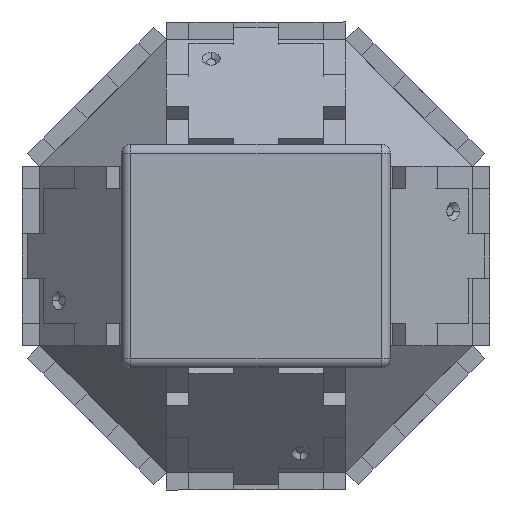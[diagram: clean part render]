
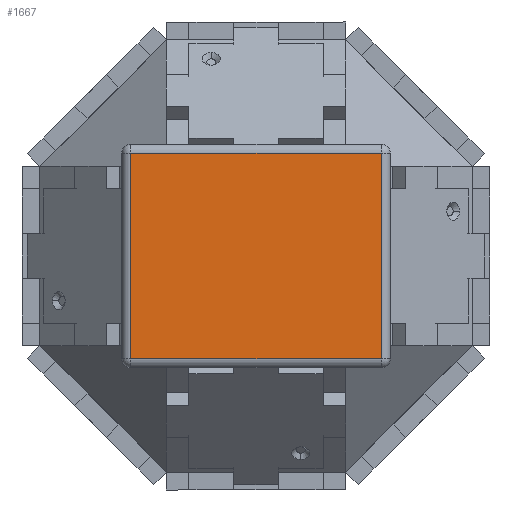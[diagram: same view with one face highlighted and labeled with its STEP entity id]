
A CAD part, front view. The second image highlights one B-rep face of the part: STEP entity #1667.
In plain terms, the highlighted planar face has unit normal (0, -1, 0).
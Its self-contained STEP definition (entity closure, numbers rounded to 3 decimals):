
#188 = VECTOR ( 'NONE', #3277, 1000. ) ;
#190 = CARTESIAN_POINT ( 'NONE',  ( 0., -126., 23. ) ) ;
#264 = VERTEX_POINT ( 'NONE', #3447 ) ;
#326 = ORIENTED_EDGE ( 'NONE', *, *, #4660, .T. ) ;
#453 = FACE_OUTER_BOUND ( 'NONE', #1052, .T. ) ;
#678 = EDGE_CURVE ( 'NONE', #3996, #3681, #2191, .T. ) ;
#852 = EDGE_CURVE ( 'NONE', #3681, #264, #4460, .T. ) ;
#871 = CARTESIAN_POINT ( 'NONE',  ( 45.999, -126., -23. ) ) ;
#1033 = CARTESIAN_POINT ( 'NONE',  ( 45.999, -126., 23. ) ) ;
#1052 = EDGE_LOOP ( 'NONE', ( #3211, #2104, #1495, #326 ) ) ;
#1265 = PLANE ( 'NONE',  #4682 ) ;
#1369 = CARTESIAN_POINT ( 'NONE',  ( -10.001, -126., 0. ) ) ;
#1439 = VERTEX_POINT ( 'NONE', #2837 ) ;
#1463 = LINE ( 'NONE', #2534, #2451 ) ;
#1495 = ORIENTED_EDGE ( 'NONE', *, *, #852, .T. ) ;
#1536 = EDGE_CURVE ( 'NONE', #1439, #3996, #1463, .T. ) ;
#1667 = ADVANCED_FACE ( 'NONE', ( #453 ), #1265, .F. ) ;
#1792 = LINE ( 'NONE', #1369, #188 ) ;
#1987 = DIRECTION ( 'NONE',  ( 0., 1., 0. ) ) ;
#2104 = ORIENTED_EDGE ( 'NONE', *, *, #678, .T. ) ;
#2191 = LINE ( 'NONE', #4933, #3272 ) ;
#2451 = VECTOR ( 'NONE', #4142, 1000. ) ;
#2534 = CARTESIAN_POINT ( 'NONE',  ( 0., -126., -23. ) ) ;
#2536 = VECTOR ( 'NONE', #2882, 1000. ) ;
#2766 = CARTESIAN_POINT ( 'NONE',  ( 0., -126., 0. ) ) ;
#2837 = CARTESIAN_POINT ( 'NONE',  ( -10.001, -126., -23. ) ) ;
#2882 = DIRECTION ( 'NONE',  ( -1., 0., 0. ) ) ;
#3211 = ORIENTED_EDGE ( 'NONE', *, *, #1536, .T. ) ;
#3272 = VECTOR ( 'NONE', #4177, 1000. ) ;
#3277 = DIRECTION ( 'NONE',  ( 0., 0., -1. ) ) ;
#3447 = CARTESIAN_POINT ( 'NONE',  ( -10.001, -126., 23. ) ) ;
#3681 = VERTEX_POINT ( 'NONE', #1033 ) ;
#3996 = VERTEX_POINT ( 'NONE', #871 ) ;
#4142 = DIRECTION ( 'NONE',  ( 1., 0., 0. ) ) ;
#4177 = DIRECTION ( 'NONE',  ( 0., 0., 1. ) ) ;
#4460 = LINE ( 'NONE', #190, #2536 ) ;
#4660 = EDGE_CURVE ( 'NONE', #264, #1439, #1792, .T. ) ;
#4682 = AXIS2_PLACEMENT_3D ( 'NONE', #2766, #1987, #4692 ) ;
#4692 = DIRECTION ( 'NONE',  ( 0., 0., 1. ) ) ;
#4933 = CARTESIAN_POINT ( 'NONE',  ( 45.999, -126., 0. ) ) ;
